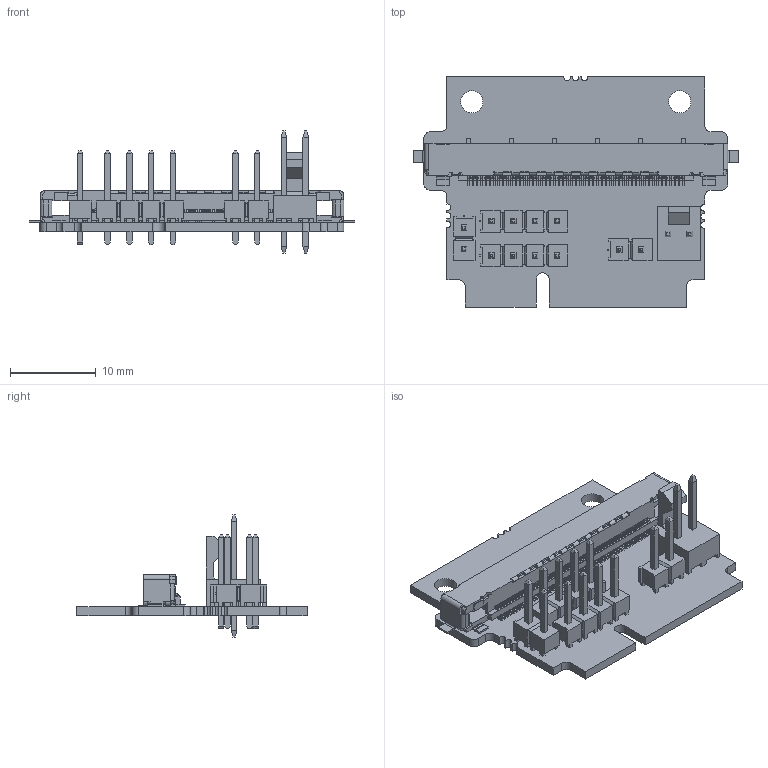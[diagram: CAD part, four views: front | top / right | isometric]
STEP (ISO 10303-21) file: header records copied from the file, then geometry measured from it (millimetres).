
FILE_DESCRIPTION(('Open CASCADE Model'),'2;1');
FILE_NAME('Open CASCADE Shape Model','2019-05-04T13:52:22',('Author'),( 'Open CASCADE'),'Open CASCADE STEP processor 6.8','Open CASCADE 6.8' ,'Unknown');
FILE_SCHEMA(('AUTOMOTIVE_DESIGN { 1 0 10303 214 1 1 1 1 }'));
Length unit declared in the file: millimetre
Products named in the file (20): PCB; Board; Open CASCADE STEP translator 6.8 12.1.1; Open CASCADE STEP translator 6.8 12.1.1.1; J6; TSW-104-07-G-S; _TSW-104-07-G-S_body; _T-1S6-07-TSW-1-07-4-S; J9; TSW-102-07-G-S; _TSW-102-07-G-S_body; _T-1S6-07-TSW-1-07-2-S; J7; J8; J2; K3D-FI-RE51S-HF-R2_JAE_Connector_Division_Proprietary; J1; SW3dPS-Molex_-_2-Pin_Header_with_Lock_(0.100in_pitch); SW3dPS-Molex_-_2-Pin_Header_with_Lock_(0.100in_pitch)_Molex_-_Header_
Base_with_Lock_(0.100in_pitch); SW3dPS-Molex_-_2-Pin_Header_with_Lock_(0.100in_pitch)_Molex_-_Header_
Pin
Assembly tree (22 placements, depth 4):
  PCB
    Board
      Open CASCADE STEP translator 6.8 12.1.1
        Open CASCADE STEP translator 6.8 12.1.1.1
    J6
      TSW-104-07-G-S
        _TSW-104-07-G-S_body
        _T-1S6-07-TSW-1-07-4-S
    J9
      TSW-102-07-G-S
        _TSW-102-07-G-S_body
        _T-1S6-07-TSW-1-07-2-S
    J7
      TSW-102-07-G-S
        _TSW-102-07-G-S_body
        _T-1S6-07-TSW-1-07-2-S
    J8
      TSW-104-07-G-S
        _TSW-104-07-G-S_body
        _T-1S6-07-TSW-1-07-4-S
    J2
      K3D-FI-RE51S-HF-R2_JAE_Connector_Division_Proprietary
    J1
      SW3dPS-Molex_-_2-Pin_Header_with_Lock_(0.100in_pitch)
        SW3dPS-Molex_-_2-Pin_Header_with_Lock_(0.100in_pitch)_Molex_-_Header_
Base_with_Lock_(0.100in_pitch)
        SW3dPS-Molex_-_2-Pin_Header_with_Lock_(0.100in_pitch)_Molex_-_Header_
Pin  x2
Bounding box: 37.85 x 26.8 x 14.22 mm (x, y, z)
Volume: 1563.9 mm3; surface area: 3711.7 mm2
Topology: 13 solids, 13 shells, 2204 faces, 6047 edges, 3930 vertices
Faces by surface type: plane 1855, cylinder 349
Full cylindrical faces by diameter (mm): 1 x14, 2.6 x2
Entity records: 62343 total; most frequent: CARTESIAN_POINT 10834, ORIENTED_EDGE 10430, DIRECTION 9731, EDGE_CURVE 5215, LINE 4365, VECTOR 4365, VERTEX_POINT 3402, AXIS2_PLACEMENT_3D 2683
